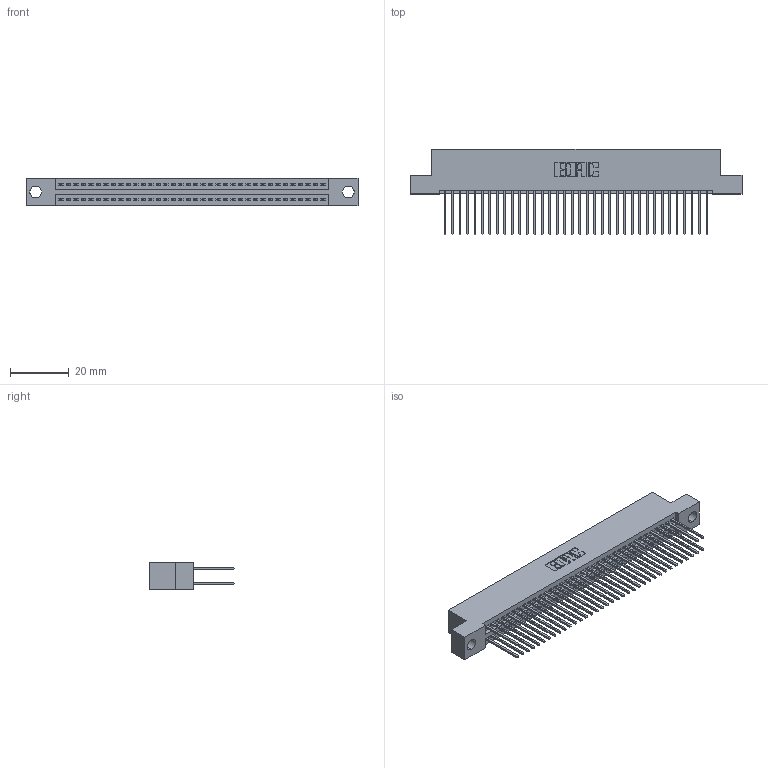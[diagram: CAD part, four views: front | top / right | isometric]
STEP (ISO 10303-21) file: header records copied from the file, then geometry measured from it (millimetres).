
FILE_DESCRIPTION (( 'STEP AP203' ), '1' );
FILE_NAME ('395-072-540-204.STEP', '2021-06-17T04:56:33', ( '' ), ( '' ), 'SwSTEP 2.0', 'SolidWorks 2020', '' );
FILE_SCHEMA (( 'CONFIG_CONTROL_DESIGN' ));
Length unit declared in the file: inch
Products named in the file (3): 345 Part_Flush Mounting Lugs - 0.156 Dia-TI; 395-072-540-204; 345-292-001_345-293-140
Assembly tree (73 placements, depth 2):
  395-072-540-204
    345 Part_Flush Mounting Lugs - 0.156 Dia-TI
    345-292-001_345-293-140  x72
Bounding box: 112.65 x 29.13 x 9.4 mm (x, y, z)
Volume: 11054.2 mm3; surface area: 17341.6 mm2
Topology: 73 solids, 73 shells, 3740 faces, 11105 edges, 7306 vertices
Faces by surface type: plane 2470, cylinder 1270
Entity records: 29491 total; most frequent: CARTESIAN_POINT 4954, ORIENTED_EDGE 4886, DIRECTION 4375, EDGE_CURVE 2443, VECTOR 2167, LINE 2167, VERTEX_POINT 1626, AXIS2_PLACEMENT_3D 1104
